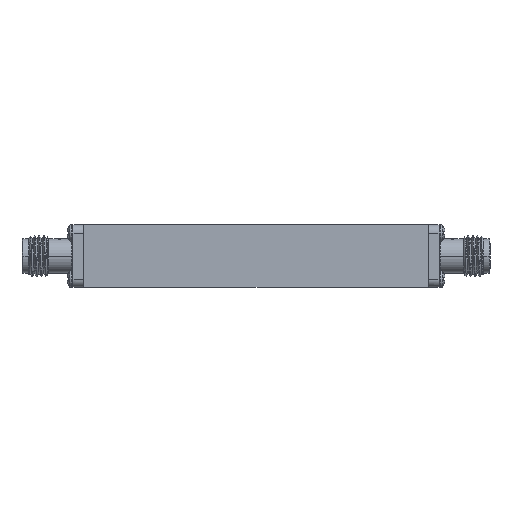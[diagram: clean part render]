
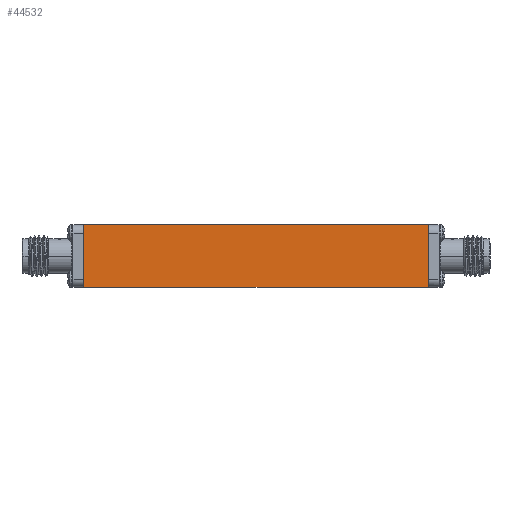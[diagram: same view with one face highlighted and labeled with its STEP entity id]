
A CAD part, front view. The second image highlights one B-rep face of the part: STEP entity #44532.
In plain terms, the highlighted planar face has unit normal (0, -1, 0).
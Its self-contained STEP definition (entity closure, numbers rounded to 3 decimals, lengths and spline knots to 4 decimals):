
#412 = EDGE_CURVE ( 'NONE', #39083, #11718, #24068, .T. ) ;
#2294 = VECTOR ( 'NONE', #49783, 39.3701 ) ;
#2759 = EDGE_CURVE ( 'NONE', #51083, #6937, #43572, .T. ) ;
#3553 = DIRECTION ( 'NONE',  ( 0., 0., 1. ) ) ;
#6937 = VERTEX_POINT ( 'NONE', #14519 ) ;
#11718 = VERTEX_POINT ( 'NONE', #21310 ) ;
#14275 = CARTESIAN_POINT ( 'NONE',  ( 1.0492, -0.35, 0.19 ) ) ;
#14519 = CARTESIAN_POINT ( 'NONE',  ( -1.0492, -0.35, -0.19 ) ) ;
#15168 = DIRECTION ( 'NONE',  ( 1., 0., 0. ) ) ;
#17300 = VECTOR ( 'NONE', #15168, 39.3701 ) ;
#17454 = CARTESIAN_POINT ( 'NONE',  ( -1.0492, -0.35, 0.19 ) ) ;
#17608 = CARTESIAN_POINT ( 'NONE',  ( -1.0492, -0.35, -0.19 ) ) ;
#18248 = CARTESIAN_POINT ( 'NONE',  ( -1.0492, -0.35, 0.19 ) ) ;
#18587 = AXIS2_PLACEMENT_3D ( 'NONE', #17454, #26193, #3553 ) ;
#19013 = ORIENTED_EDGE ( 'NONE', *, *, #28937, .T. ) ;
#19122 = EDGE_LOOP ( 'NONE', ( #19013, #21136, #48943, #22739 ) ) ;
#21136 = ORIENTED_EDGE ( 'NONE', *, *, #412, .F. ) ;
#21310 = CARTESIAN_POINT ( 'NONE',  ( 1.0492, -0.35, -0.19 ) ) ;
#22739 = ORIENTED_EDGE ( 'NONE', *, *, #2759, .T. ) ;
#24068 = LINE ( 'NONE', #14275, #53867 ) ;
#26193 = DIRECTION ( 'NONE',  ( 0., 1., 0. ) ) ;
#28581 = LINE ( 'NONE', #17608, #2294 ) ;
#28937 = EDGE_CURVE ( 'NONE', #6937, #11718, #28581, .T. ) ;
#30248 = FACE_OUTER_BOUND ( 'NONE', #19122, .T. ) ;
#35491 = PLANE ( 'NONE',  #18587 ) ;
#39083 = VERTEX_POINT ( 'NONE', #39187 ) ;
#39187 = CARTESIAN_POINT ( 'NONE',  ( 1.0492, -0.35, 0.19 ) ) ;
#39573 = DIRECTION ( 'NONE',  ( 0., 0., -1. ) ) ;
#42880 = VECTOR ( 'NONE', #39573, 39.3701 ) ;
#43572 = LINE ( 'NONE', #53860, #42880 ) ;
#44532 = ADVANCED_FACE ( 'NONE', ( #30248 ), #35491, .F. ) ;
#46317 = CARTESIAN_POINT ( 'NONE',  ( -1.0492, -0.35, 0.19 ) ) ;
#46387 = LINE ( 'NONE', #46317, #17300 ) ;
#48943 = ORIENTED_EDGE ( 'NONE', *, *, #54528, .F. ) ;
#49783 = DIRECTION ( 'NONE',  ( 1., 0., 0. ) ) ;
#51083 = VERTEX_POINT ( 'NONE', #18248 ) ;
#53860 = CARTESIAN_POINT ( 'NONE',  ( -1.0492, -0.35, 0.19 ) ) ;
#53867 = VECTOR ( 'NONE', #55341, 39.3701 ) ;
#54528 = EDGE_CURVE ( 'NONE', #51083, #39083, #46387, .T. ) ;
#55341 = DIRECTION ( 'NONE',  ( 0., 0., -1. ) ) ;
